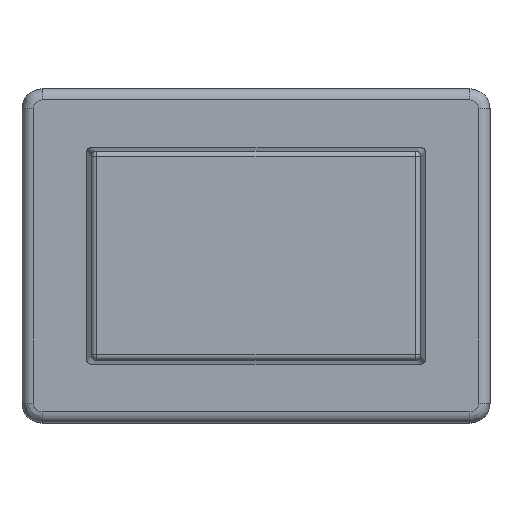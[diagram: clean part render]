
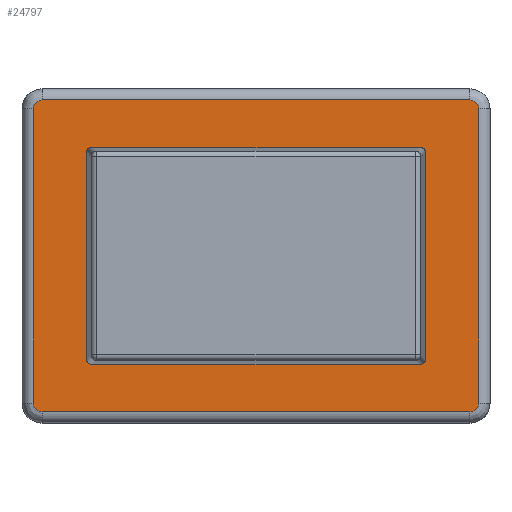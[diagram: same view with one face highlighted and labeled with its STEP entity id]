
A CAD part, top view. The second image highlights one B-rep face of the part: STEP entity #24797.
In plain terms, the highlighted planar face has unit normal (0, 0, 1).
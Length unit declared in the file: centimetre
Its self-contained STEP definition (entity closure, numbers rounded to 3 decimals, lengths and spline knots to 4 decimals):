
#451=FACE_BOUND('',#3903,.T.);
#1263=PLANE('',#25987);
#2538=FACE_OUTER_BOUND('',#3902,.T.);
#3902=EDGE_LOOP('',(#23296,#23297,#23298,#23299,#23300,#23301,#23302,#23303));
#3903=EDGE_LOOP('',(#23304,#23305,#23306,#23307,#23308,#23309,#23310,#23311));
#3952=CIRCLE('',#24893,0.02);
#3953=CIRCLE('',#24895,0.02);
#3954=CIRCLE('',#24897,0.02);
#3955=CIRCLE('',#24902,0.02);
#4137=CIRCLE('',#25967,0.04);
#4141=CIRCLE('',#25971,0.04);
#4145=CIRCLE('',#25977,0.04);
#4149=CIRCLE('',#25981,0.04);
#4283=LINE('',#31501,#7014);
#4438=LINE('',#31826,#7169);
#4510=LINE('',#32007,#7241);
#4582=LINE('',#32162,#7313);
#6820=LINE('',#42534,#9551);
#6822=LINE('',#42570,#9553);
#6825=LINE('',#42577,#9556);
#6827=LINE('',#42608,#9558);
#7014=VECTOR('',#26319,1.);
#7169=VECTOR('',#26532,1.);
#7241=VECTOR('',#26670,1.);
#7313=VECTOR('',#26794,1.);
#9551=VECTOR('',#30930,1.);
#9553=VECTOR('',#30950,1.);
#9556=VECTOR('',#30957,1.);
#9558=VECTOR('',#30973,1.);
#10330=VERTEX_POINT('',#31283);
#10331=VERTEX_POINT('',#31285);
#10334=VERTEX_POINT('',#31302);
#10335=VERTEX_POINT('',#31304);
#10340=VERTEX_POINT('',#31334);
#10341=VERTEX_POINT('',#31336);
#10349=VERTEX_POINT('',#31369);
#10350=VERTEX_POINT('',#31371);
#12607=VERTEX_POINT('',#42531);
#12608=VERTEX_POINT('',#42533);
#12611=VERTEX_POINT('',#42548);
#12612=VERTEX_POINT('',#42561);
#12615=VERTEX_POINT('',#42568);
#12616=VERTEX_POINT('',#42573);
#12619=VERTEX_POINT('',#42588);
#12620=VERTEX_POINT('',#42601);
#12729=EDGE_CURVE('',#10330,#10331,#3952,.T.);
#12734=EDGE_CURVE('',#10334,#10335,#3953,.T.);
#12741=EDGE_CURVE('',#10340,#10341,#3954,.T.);
#12754=EDGE_CURVE('',#10349,#10350,#3955,.T.);
#12819=EDGE_CURVE('',#10349,#10331,#4283,.T.);
#12982=EDGE_CURVE('',#10330,#10341,#4438,.T.);
#13068=EDGE_CURVE('',#10340,#10335,#4510,.T.);
#13146=EDGE_CURVE('',#10334,#10350,#4582,.T.);
#16173=EDGE_CURVE('',#12607,#12608,#6820,.T.);
#16177=EDGE_CURVE('',#12611,#12607,#4137,.T.);
#16181=EDGE_CURVE('',#12608,#12612,#4141,.T.);
#16183=EDGE_CURVE('',#12615,#12611,#6822,.T.);
#16187=EDGE_CURVE('',#12612,#12616,#6825,.T.);
#16189=EDGE_CURVE('',#12619,#12615,#4145,.T.);
#16193=EDGE_CURVE('',#12616,#12620,#4149,.T.);
#16195=EDGE_CURVE('',#12620,#12619,#6827,.T.);
#23296=ORIENTED_EDGE('',*,*,#16173,.F.);
#23297=ORIENTED_EDGE('',*,*,#16177,.F.);
#23298=ORIENTED_EDGE('',*,*,#16183,.F.);
#23299=ORIENTED_EDGE('',*,*,#16189,.F.);
#23300=ORIENTED_EDGE('',*,*,#16195,.F.);
#23301=ORIENTED_EDGE('',*,*,#16193,.F.);
#23302=ORIENTED_EDGE('',*,*,#16187,.F.);
#23303=ORIENTED_EDGE('',*,*,#16181,.F.);
#23304=ORIENTED_EDGE('',*,*,#12819,.T.);
#23305=ORIENTED_EDGE('',*,*,#12729,.F.);
#23306=ORIENTED_EDGE('',*,*,#12982,.T.);
#23307=ORIENTED_EDGE('',*,*,#12741,.F.);
#23308=ORIENTED_EDGE('',*,*,#13068,.T.);
#23309=ORIENTED_EDGE('',*,*,#12734,.F.);
#23310=ORIENTED_EDGE('',*,*,#13146,.T.);
#23311=ORIENTED_EDGE('',*,*,#12754,.F.);
#24797=ADVANCED_FACE('',(#2538,#451),#1263,.T.);
#24893=AXIS2_PLACEMENT_3D('',#31286,#26175,#26176);
#24895=AXIS2_PLACEMENT_3D('',#31305,#26182,#26183);
#24897=AXIS2_PLACEMENT_3D('',#31337,#26190,#26191);
#24902=AXIS2_PLACEMENT_3D('',#31372,#26211,#26212);
#25967=AXIS2_PLACEMENT_3D('',#42550,#30936,#30937);
#25971=AXIS2_PLACEMENT_3D('',#42565,#30944,#30945);
#25977=AXIS2_PLACEMENT_3D('',#42590,#30960,#30961);
#25981=AXIS2_PLACEMENT_3D('',#42605,#30968,#30969);
#25987=AXIS2_PLACEMENT_3D('',#42618,#30987,#30988);
#26175=DIRECTION('center_axis',(0.,0.,
1.));
#26176=DIRECTION('ref_axis',(-0.707,0.707,0.));
#26182=DIRECTION('center_axis',(0.,0.,
1.));
#26183=DIRECTION('ref_axis',(0.707,-0.707,0.));
#26190=DIRECTION('center_axis',(0.,0.,
1.));
#26191=DIRECTION('ref_axis',(0.707,0.707,0.));
#26211=DIRECTION('center_axis',(0.,0.,
1.));
#26212=DIRECTION('ref_axis',(-0.707,-0.707,0.));
#26319=DIRECTION('',(0.,1.,0.));
#26532=DIRECTION('',(1.,0.,0.));
#26670=DIRECTION('',(0.,-1.,0.));
#26794=DIRECTION('',(-1.,0.,0.));
#30930=DIRECTION('',(0.,1.,0.));
#30936=DIRECTION('center_axis',(0.,0.,
-1.));
#30937=DIRECTION('ref_axis',(-0.707,-0.707,0.));
#30944=DIRECTION('center_axis',(0.,0.,
-1.));
#30945=DIRECTION('ref_axis',(-0.707,0.707,0.));
#30950=DIRECTION('',(-1.,0.,0.));
#30957=DIRECTION('',(1.,0.,0.));
#30960=DIRECTION('center_axis',(0.,0.,
-1.));
#30961=DIRECTION('ref_axis',(0.707,-0.707,0.));
#30968=DIRECTION('center_axis',(0.,0.,
-1.));
#30969=DIRECTION('ref_axis',(0.707,0.707,0.));
#30973=DIRECTION('',(0.,-1.,0.));
#30987=DIRECTION('center_axis',(0.,0.,
1.));
#30988=DIRECTION('ref_axis',(1.,0.,0.));
#31283=CARTESIAN_POINT('',(-0.7425,0.485,1.99));
#31285=CARTESIAN_POINT('',(-0.7625,0.465,1.99));
#31286=CARTESIAN_POINT('Origin',(-0.7425,0.465,1.99));
#31302=CARTESIAN_POINT('',(0.7425,-0.485,1.99));
#31304=CARTESIAN_POINT('',(0.7625,-0.465,1.99));
#31305=CARTESIAN_POINT('Origin',(0.7425,-0.465,1.99));
#31334=CARTESIAN_POINT('',(0.7625,0.465,1.99));
#31336=CARTESIAN_POINT('',(0.7425,0.485,1.99));
#31337=CARTESIAN_POINT('Origin',(0.7425,0.465,1.99));
#31369=CARTESIAN_POINT('',(-0.7625,-0.465,1.99));
#31371=CARTESIAN_POINT('',(-0.7425,-0.485,1.99));
#31372=CARTESIAN_POINT('Origin',(-0.7425,-0.465,1.99));
#31501=CARTESIAN_POINT('',(-0.7625,0.2425,1.99));
#31826=CARTESIAN_POINT('',(0.3813,0.485,1.99));
#32007=CARTESIAN_POINT('',(0.7625,-0.2425,1.99));
#32162=CARTESIAN_POINT('',(-0.3813,-0.485,1.99));
#42531=CARTESIAN_POINT('',(-1.,-0.66,1.99));
#42533=CARTESIAN_POINT('',(-1.,0.66,1.99));
#42534=CARTESIAN_POINT('',(-1.,-0.33,1.99));
#42548=CARTESIAN_POINT('',(-0.96,-0.7,1.99));
#42550=CARTESIAN_POINT('Origin',(-0.96,-0.66,1.99));
#42561=CARTESIAN_POINT('',(-0.96,0.7,1.99));
#42565=CARTESIAN_POINT('Origin',(-0.96,0.66,1.99));
#42568=CARTESIAN_POINT('',(0.96,-0.7,1.99));
#42570=CARTESIAN_POINT('',(0.48,-0.7,1.99));
#42573=CARTESIAN_POINT('',(0.96,0.7,1.99));
#42577=CARTESIAN_POINT('',(-0.48,0.7,1.99));
#42588=CARTESIAN_POINT('',(1.,-0.66,1.99));
#42590=CARTESIAN_POINT('Origin',(0.96,-0.66,1.99));
#42601=CARTESIAN_POINT('',(1.,0.66,1.99));
#42605=CARTESIAN_POINT('Origin',(0.96,0.66,1.99));
#42608=CARTESIAN_POINT('',(1.,0.33,1.99));
#42618=CARTESIAN_POINT('Origin',(0.,0.,
1.99));
